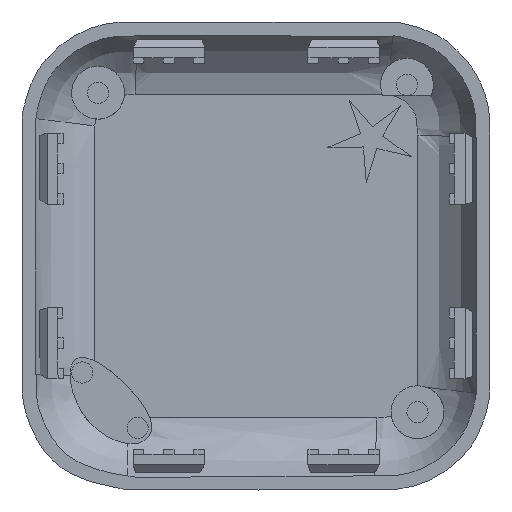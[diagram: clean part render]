
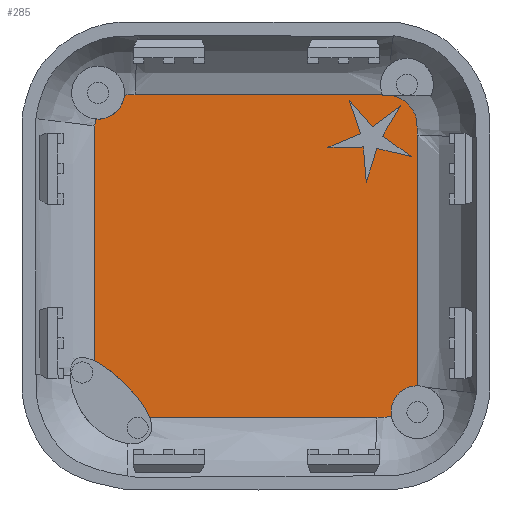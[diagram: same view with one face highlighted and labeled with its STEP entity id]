
A CAD part, top view. The second image highlights one B-rep face of the part: STEP entity #285.
In plain terms, the highlighted planar face has unit normal (0, 0, 1).
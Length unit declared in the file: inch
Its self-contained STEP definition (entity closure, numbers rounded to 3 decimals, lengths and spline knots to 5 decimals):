
#285=ADVANCED_FACE('',(#544),#4085,.T.);
#544=FACE_OUTER_BOUND('',#814,.T.);
#814=EDGE_LOOP('',(#1476,#1477,#1478,#1479,#1480,#1481,#1482,#1483));
#1476=ORIENTED_EDGE('',*,*,#2472,.F.);
#1477=ORIENTED_EDGE('',*,*,#2467,.F.);
#1478=ORIENTED_EDGE('',*,*,#2464,.F.);
#1479=ORIENTED_EDGE('',*,*,#2460,.F.);
#1480=ORIENTED_EDGE('',*,*,#2470,.F.);
#1481=ORIENTED_EDGE('',*,*,#2457,.F.);
#1482=ORIENTED_EDGE('',*,*,#2454,.F.);
#1483=ORIENTED_EDGE('',*,*,#2450,.F.);
#2450=EDGE_CURVE('',#3705,#3706,#3106,.T.);
#2454=EDGE_CURVE('',#3706,#3708,#3110,.T.);
#2457=EDGE_CURVE('',#3708,#3710,#3113,.T.);
#2460=EDGE_CURVE('',#3713,#3714,#3116,.T.);
#2464=EDGE_CURVE('',#3714,#3716,#3120,.T.);
#2467=EDGE_CURVE('',#3716,#3718,#3123,.T.);
#2470=EDGE_CURVE('',#3710,#3713,#3126,.T.);
#2472=EDGE_CURVE('',#3718,#3705,#3128,.T.);
#3106=B_SPLINE_CURVE_WITH_KNOTS('',3,(#10825,#10826,#10827,#10828,#10829,
#10830,#10831,#10832,#10833,#10834,#10835,#10836,#10837,#10838,#10839),
 .UNSPECIFIED.,.F.,.F.,(4,1,1,1,1,2,1,1,1,2,4),(-4.67912,-4.64256,
-4.606,-4.56945,-4.55117,-4.53289,
-4.51462,-4.49634,-4.47806,-4.45978,
-4.45978),.UNSPECIFIED.);
#3110=B_SPLINE_CURVE_WITH_KNOTS('',3,(#10886,#10887,#10888,#10889,#10890,
#10891,#10892,#10893,#10894),.UNSPECIFIED.,.F.,.F.,(4,1,2,2,4),(-4.45978,
-4.42323,-4.38667,-4.09423,-3.50934),
 .UNSPECIFIED.);
#3113=B_SPLINE_CURVE_WITH_KNOTS('',3,(#10938,#10939,#10940,#10941,#10942,
#10943,#10944,#10945,#10946,#10947,#10948,#10949,#10950,#10951),
 .UNSPECIFIED.,.F.,.F.,(4,2,1,2,1,1,1,2,4),(-3.50934,-3.43623,
-3.39967,-3.36311,-3.34484,-3.32656,
-3.30828,-3.29,-3.29),.UNSPECIFIED.);
#3116=B_SPLINE_CURVE_WITH_KNOTS('',3,(#10995,#10996,#10997,#10998,#10999,
#11000,#11001,#11002,#11003,#11004,#11005,#11006,#11007,#11008),
 .UNSPECIFIED.,.F.,.F.,(4,2,1,2,1,1,1,2,4),(-2.33956,-2.26645,
-2.22989,-2.19334,-2.17506,-2.15678,
-2.1385,-2.12022,-2.12022),.UNSPECIFIED.);
#3120=B_SPLINE_CURVE_WITH_KNOTS('',3,(#11058,#11059,#11060,#11061,#11062,
#11063,#11064,#11065,#11066),.UNSPECIFIED.,.F.,.F.,(4,1,2,2,4),(-2.12022,
-2.08367,-2.04711,-1.75467,-1.16978),
 .UNSPECIFIED.);
#3123=B_SPLINE_CURVE_WITH_KNOTS('',3,(#11110,#11111,#11112,#11113,#11114,
#11115,#11116,#11117,#11118,#11119,#11120,#11121,#11122,#11123),
 .UNSPECIFIED.,.F.,.F.,(4,2,1,2,1,1,1,2,4),(-1.16978,-1.09667,
-1.06011,-1.02356,-1.00528,-0.987,
-0.96872,-0.95045,-0.95044),.UNSPECIFIED.);
#3126=B_SPLINE_CURVE_WITH_KNOTS('',3,(#11167,#11168,#11169,#11170,#11171,
#11172,#11173,#11174,#11175),.UNSPECIFIED.,.F.,.F.,(4,1,2,2,4),(-3.29,
-3.25345,-3.21689,-2.92445,-2.33956),
 .UNSPECIFIED.);
#3128=B_SPLINE_CURVE_WITH_KNOTS('',3,(#11225,#11226,#11227,#11228,#11229,
#11230,#11231,#11232,#11233,#11234),.UNSPECIFIED.,.F.,.F.,(4,1,2,2,1,4),
(-0.95044,-0.91389,-0.87733,-0.58489,
-0.07311,0.),.UNSPECIFIED.);
#3705=VERTEX_POINT('',#10463);
#3706=VERTEX_POINT('',#10464);
#3708=VERTEX_POINT('',#10466);
#3710=VERTEX_POINT('',#10468);
#3713=VERTEX_POINT('',#10471);
#3714=VERTEX_POINT('',#10472);
#3716=VERTEX_POINT('',#10474);
#3718=VERTEX_POINT('',#10476);
#4085=PLANE('',#4386);
#4386=AXIS2_PLACEMENT_3D('',#8985,#4460,$);
#4460=DIRECTION('',(0.,0.,1.));
#8985=CARTESIAN_POINT('',(0.11808,0.11042,0.05));
#10463=CARTESIAN_POINT('',(0.23622,0.11142,0.05));
#10464=CARTESIAN_POINT('',(0.11818,0.2634,0.05));
#10466=CARTESIAN_POINT('',(0.11809,1.2138,0.05));
#10468=CARTESIAN_POINT('',(0.27009,1.33181,0.05));
#10471=CARTESIAN_POINT('',(1.22049,1.33191,0.05));
#10472=CARTESIAN_POINT('',(1.3385,1.17991,0.05));
#10474=CARTESIAN_POINT('',(1.3386,0.22951,0.05));
#10476=CARTESIAN_POINT('',(1.18661,0.11149,0.05));
#10825=CARTESIAN_POINT('',(0.23622,0.11142,0.05));
#10826=CARTESIAN_POINT('',(0.22403,0.11204,0.05));
#10827=CARTESIAN_POINT('',(0.19932,0.1162,0.05));
#10828=CARTESIAN_POINT('',(0.16662,0.1316,0.05));
#10829=CARTESIAN_POINT('',(0.14468,0.15311,0.05));
#10830=CARTESIAN_POINT('',(0.1314,0.17407,0.05));
#10831=CARTESIAN_POINT('',(0.12644,0.18535,0.05));
#10832=CARTESIAN_POINT('',(0.12236,0.19686,0.05));
#10833=CARTESIAN_POINT('',(0.11943,0.20855,0.05));
#10834=CARTESIAN_POINT('',(0.11788,0.2267,0.05));
#10835=CARTESIAN_POINT('',(0.11822,0.2451,0.05));
#10836=CARTESIAN_POINT('',(0.11821,0.25733,0.05));
#10837=CARTESIAN_POINT('',(0.11818,0.2634,0.05));
#10838=CARTESIAN_POINT('',(0.11818,0.2634,0.05));
#10839=CARTESIAN_POINT('',(0.11818,0.2634,0.05));
#10886=CARTESIAN_POINT('',(0.11818,0.2634,0.05));
#10887=CARTESIAN_POINT('',(0.11814,0.27553,0.05));
#10888=CARTESIAN_POINT('',(0.11807,0.29988,0.05));
#10889=CARTESIAN_POINT('',(0.11813,0.32427,0.05));
#10890=CARTESIAN_POINT('',(0.1181,0.43392,0.05));
#10891=CARTESIAN_POINT('',(0.11812,0.53142,0.05));
#10892=CARTESIAN_POINT('',(0.1181,0.82386,0.05));
#10893=CARTESIAN_POINT('',(0.11813,1.01881,0.05));
#10894=CARTESIAN_POINT('',(0.11809,1.2138,0.05));
#10938=CARTESIAN_POINT('',(0.11809,1.2138,0.05));
#10939=CARTESIAN_POINT('',(0.11809,1.23817,0.05));
#10940=CARTESIAN_POINT('',(0.12583,1.26245,0.05));
#10941=CARTESIAN_POINT('',(0.14711,1.29228,0.05));
#10942=CARTESIAN_POINT('',(0.16431,1.3098,0.05));
#10943=CARTESIAN_POINT('',(0.18613,1.32147,0.05));
#10944=CARTESIAN_POINT('',(0.2035,1.32763,0.05));
#10945=CARTESIAN_POINT('',(0.21524,1.3306,0.05));
#10946=CARTESIAN_POINT('',(0.2334,1.33211,0.05));
#10947=CARTESIAN_POINT('',(0.25178,1.33179,0.05));
#10948=CARTESIAN_POINT('',(0.26401,1.33179,0.05));
#10949=CARTESIAN_POINT('',(0.27008,1.33181,0.05));
#10950=CARTESIAN_POINT('',(0.27009,1.33181,0.05));
#10951=CARTESIAN_POINT('',(0.27009,1.33181,0.05));
#10995=CARTESIAN_POINT('',(1.22049,1.33191,0.05));
#10996=CARTESIAN_POINT('',(1.24486,1.33193,0.05));
#10997=CARTESIAN_POINT('',(1.26914,1.32416,0.05));
#10998=CARTESIAN_POINT('',(1.29898,1.3029,0.05));
#10999=CARTESIAN_POINT('',(1.31648,1.28569,0.05));
#11000=CARTESIAN_POINT('',(1.32817,1.26387,0.05));
#11001=CARTESIAN_POINT('',(1.33431,1.2465,0.05));
#11002=CARTESIAN_POINT('',(1.33729,1.23476,0.05));
#11003=CARTESIAN_POINT('',(1.3388,1.2166,0.05));
#11004=CARTESIAN_POINT('',(1.33848,1.19822,0.05));
#11005=CARTESIAN_POINT('',(1.33848,1.18599,0.05));
#11006=CARTESIAN_POINT('',(1.3385,1.17992,0.05));
#11007=CARTESIAN_POINT('',(1.3385,1.17991,0.05));
#11008=CARTESIAN_POINT('',(1.3385,1.17991,0.05));
#11058=CARTESIAN_POINT('',(1.3385,1.17991,0.05));
#11059=CARTESIAN_POINT('',(1.33856,1.16778,0.05));
#11060=CARTESIAN_POINT('',(1.33862,1.14343,0.05));
#11061=CARTESIAN_POINT('',(1.33856,1.11904,0.05));
#11062=CARTESIAN_POINT('',(1.3386,1.00939,0.05));
#11063=CARTESIAN_POINT('',(1.33858,0.91189,0.05));
#11064=CARTESIAN_POINT('',(1.33859,0.61945,0.05));
#11065=CARTESIAN_POINT('',(1.33857,0.4245,0.05));
#11066=CARTESIAN_POINT('',(1.3386,0.22951,0.05));
#11110=CARTESIAN_POINT('',(1.3386,0.22951,0.05));
#11111=CARTESIAN_POINT('',(1.33861,0.20514,0.05));
#11112=CARTESIAN_POINT('',(1.33086,0.18086,0.05));
#11113=CARTESIAN_POINT('',(1.30959,0.15103,0.05));
#11114=CARTESIAN_POINT('',(1.29238,0.13351,0.05));
#11115=CARTESIAN_POINT('',(1.27056,0.12183,0.05));
#11116=CARTESIAN_POINT('',(1.25319,0.11567,0.05));
#11117=CARTESIAN_POINT('',(1.24145,0.11272,0.05));
#11118=CARTESIAN_POINT('',(1.22329,0.1112,0.05));
#11119=CARTESIAN_POINT('',(1.20491,0.11154,0.05));
#11120=CARTESIAN_POINT('',(1.19268,0.11151,0.05));
#11121=CARTESIAN_POINT('',(1.18661,0.11149,0.05));
#11122=CARTESIAN_POINT('',(1.18661,0.11149,0.05));
#11123=CARTESIAN_POINT('',(1.18661,0.11149,0.05));
#11167=CARTESIAN_POINT('',(0.27009,1.33181,0.05));
#11168=CARTESIAN_POINT('',(0.28222,1.33186,0.05));
#11169=CARTESIAN_POINT('',(0.30657,1.33193,0.05));
#11170=CARTESIAN_POINT('',(0.33096,1.33187,0.05));
#11171=CARTESIAN_POINT('',(0.44061,1.3319,0.05));
#11172=CARTESIAN_POINT('',(0.53811,1.33189,0.05));
#11173=CARTESIAN_POINT('',(0.83055,1.3319,0.05));
#11174=CARTESIAN_POINT('',(1.0255,1.33188,0.05));
#11175=CARTESIAN_POINT('',(1.22049,1.33191,0.05));
#11225=CARTESIAN_POINT('',(1.18661,0.11149,0.05));
#11226=CARTESIAN_POINT('',(1.17447,0.11145,0.05));
#11227=CARTESIAN_POINT('',(1.15012,0.11137,0.05));
#11228=CARTESIAN_POINT('',(1.12573,0.11144,0.05));
#11229=CARTESIAN_POINT('',(1.01608,0.11138,0.05));
#11230=CARTESIAN_POINT('',(0.91858,0.11148,0.05));
#11231=CARTESIAN_POINT('',(0.65052,0.11113,0.05));
#11232=CARTESIAN_POINT('',(0.45556,0.11235,0.05));
#11233=CARTESIAN_POINT('',(0.26059,0.11011,0.05));
#11234=CARTESIAN_POINT('',(0.23622,0.11142,0.05));
